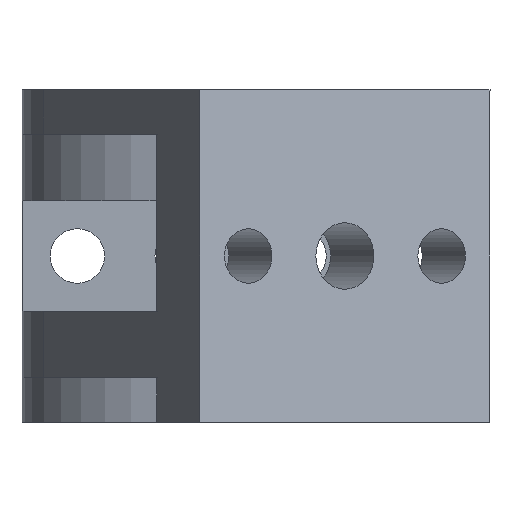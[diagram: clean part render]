
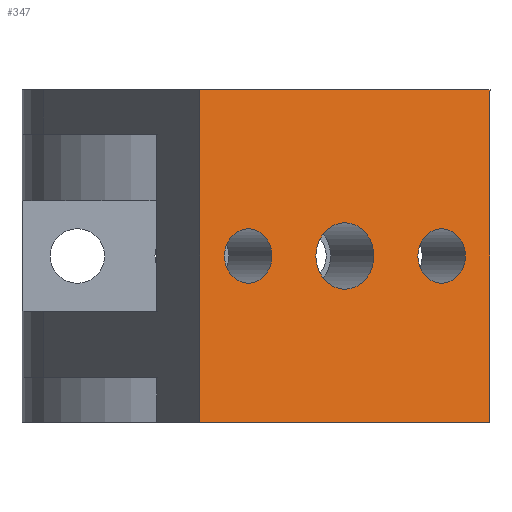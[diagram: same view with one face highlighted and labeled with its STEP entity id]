
A CAD part, left-side view. The second image highlights one B-rep face of the part: STEP entity #347.
In plain terms, the highlighted face is planar.
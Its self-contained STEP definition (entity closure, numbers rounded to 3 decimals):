
#37=FACE_BOUND('',#99,.T.);
#38=FACE_BOUND('',#100,.T.);
#39=FACE_BOUND('',#101,.T.);
#49=PLANE('',#382);
#67=FACE_OUTER_BOUND('',#98,.T.);
#98=EDGE_LOOP('',(#316,#317,#318,#319));
#99=EDGE_LOOP('',(#320));
#100=EDGE_LOOP('',(#321));
#101=EDGE_LOOP('',(#322));
#110=LINE('',#514,#136);
#122=LINE('',#566,#148);
#126=LINE('',#573,#152);
#127=LINE('',#575,#153);
#136=VECTOR('',#410,30.);
#148=VECTOR('',#464,30.);
#152=VECTOR('',#474,30.);
#153=VECTOR('',#477,30.);
#159=CIRCLE('',#359,3.);
#161=CIRCLE('',#362,2.459);
#163=CIRCLE('',#365,2.459);
#179=VERTEX_POINT('',#511);
#180=VERTEX_POINT('',#513);
#184=VERTEX_POINT('',#523);
#186=VERTEX_POINT('',#528);
#188=VERTEX_POINT('',#533);
#198=VERTEX_POINT('',#563);
#199=VERTEX_POINT('',#565);
#212=EDGE_CURVE('',#179,#180,#110,.T.);
#217=EDGE_CURVE('',#184,#184,#159,.T.);
#219=EDGE_CURVE('',#186,#186,#161,.T.);
#221=EDGE_CURVE('',#188,#188,#163,.T.);
#235=EDGE_CURVE('',#198,#199,#122,.T.);
#239=EDGE_CURVE('',#180,#198,#126,.T.);
#240=EDGE_CURVE('',#199,#179,#127,.T.);
#316=ORIENTED_EDGE('',*,*,#235,.F.);
#317=ORIENTED_EDGE('',*,*,#239,.F.);
#318=ORIENTED_EDGE('',*,*,#212,.F.);
#319=ORIENTED_EDGE('',*,*,#240,.F.);
#320=ORIENTED_EDGE('',*,*,#217,.T.);
#321=ORIENTED_EDGE('',*,*,#219,.T.);
#322=ORIENTED_EDGE('',*,*,#221,.T.);
#347=ADVANCED_FACE('',(#67,#37,#38,#39),#49,.T.);
#359=AXIS2_PLACEMENT_3D('',#524,#418,#419);
#362=AXIS2_PLACEMENT_3D('',#529,#424,#425);
#365=AXIS2_PLACEMENT_3D('',#534,#430,#431);
#382=AXIS2_PLACEMENT_3D('',#576,#478,#479);
#410=DIRECTION('',(0.,0.,1.));
#418=DIRECTION('center_axis',(-1.,0.,0.));
#419=DIRECTION('ref_axis',(0.,0.,-1.));
#424=DIRECTION('center_axis',(-1.,0.,0.));
#425=DIRECTION('ref_axis',(0.,0.,-1.));
#430=DIRECTION('center_axis',(-1.,0.,0.));
#431=DIRECTION('ref_axis',(0.,0.,-1.));
#464=DIRECTION('',(0.,0.,-1.));
#474=DIRECTION('',(0.,1.,0.));
#477=DIRECTION('',(0.,-1.,0.));
#478=DIRECTION('center_axis',(1.,0.,0.));
#479=DIRECTION('ref_axis',(0.,1.,0.));
#511=CARTESIAN_POINT('',(24.,-15.,-15.));
#513=CARTESIAN_POINT('',(24.,-15.,15.));
#514=CARTESIAN_POINT('',(24.,-15.,0.));
#523=CARTESIAN_POINT('',(24.,0.,-3.));
#524=CARTESIAN_POINT('Origin',(24.,0.,0.));
#528=CARTESIAN_POINT('',(24.,10.,-2.459));
#529=CARTESIAN_POINT('Origin',(24.,10.,0.));
#533=CARTESIAN_POINT('',(24.,-10.,-2.459));
#534=CARTESIAN_POINT('Origin',(24.,-10.,0.));
#563=CARTESIAN_POINT('',(24.,15.,15.));
#565=CARTESIAN_POINT('',(24.,15.,-15.));
#566=CARTESIAN_POINT('',(24.,15.,0.));
#573=CARTESIAN_POINT('',(24.,15.,15.));
#575=CARTESIAN_POINT('',(24.,15.,-15.));
#576=CARTESIAN_POINT('Origin',(24.,-15.,0.));
